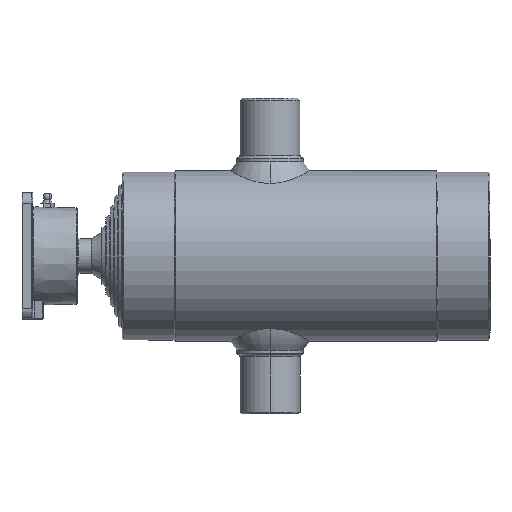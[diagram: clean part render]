
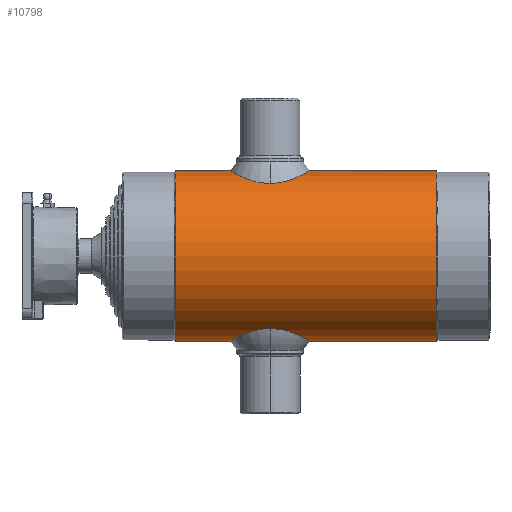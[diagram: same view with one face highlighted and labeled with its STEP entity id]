
A CAD part, left-side view. The second image highlights one B-rep face of the part: STEP entity #10798.
In plain terms, the highlighted cylindrical face has radius 64 mm (diameter 128 mm), a partial arc.
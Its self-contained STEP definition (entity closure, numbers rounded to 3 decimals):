
#42 = CARTESIAN_POINT ( 'NONE',  ( -0.391, 159., 64. ) ) ;
#422 = ORIENTED_EDGE ( 'NONE', *, *, #15055, .F. ) ;
#515 = ORIENTED_EDGE ( 'NONE', *, *, #2611, .F. ) ;
#542 = ORIENTED_EDGE ( 'NONE', *, *, #9973, .T. ) ;
#579 = FACE_OUTER_BOUND ( 'NONE', #12442, .T. ) ;
#670 = DIRECTION ( 'NONE',  ( 0., 0., -1. ) ) ;
#1208 = CARTESIAN_POINT ( 'NONE',  ( -1.552, 170.799, 63.981 ) ) ;
#1268 = CARTESIAN_POINT ( 'NONE',  ( -5.692, 166.938, 63.747 ) ) ;
#1305 = VERTEX_POINT ( 'NONE', #8728 ) ;
#1318 = CARTESIAN_POINT ( 'NONE',  ( -4.516, 161.031, 63.841 ) ) ;
#1531 = VECTOR ( 'NONE', #7042, 1000. ) ;
#1915 = CARTESIAN_POINT ( 'NONE',  ( 0., 236., -64. ) ) ;
#2069 = EDGE_CURVE ( 'NONE', #13784, #4068, #4489, .T. ) ;
#2588 = CARTESIAN_POINT ( 'NONE',  ( -2.116, 170.618, 63.965 ) ) ;
#2611 = EDGE_CURVE ( 'NONE', #4068, #16661, #8068, .T. ) ;
#2627 = CARTESIAN_POINT ( 'NONE',  ( 0., 171., 64. ) ) ;
#2637 = CARTESIAN_POINT ( 'NONE',  ( -5.962, 165.784, 63.722 ) ) ;
#2710 = CARTESIAN_POINT ( 'NONE',  ( -3.661, 160.23, 63.896 ) ) ;
#3190 = DIRECTION ( 'NONE',  ( 0., 0., -1. ) ) ;
#3815 = AXIS2_PLACEMENT_3D ( 'NONE', #4620, #14005, #5987 ) ;
#3966 = CARTESIAN_POINT ( 'NONE',  ( -3.006, 170.208, 63.93 ) ) ;
#4030 = CARTESIAN_POINT ( 'NONE',  ( -6., 164.599, 63.718 ) ) ;
#4068 = VERTEX_POINT ( 'NONE', #16044 ) ;
#4085 = CARTESIAN_POINT ( 'NONE',  ( -2.998, 159.799, 63.93 ) ) ;
#4434 = CARTESIAN_POINT ( 'NONE',  ( 0., 40., -64. ) ) ;
#4489 = LINE ( 'NONE', #9331, #14764 ) ;
#4620 = CARTESIAN_POINT ( 'NONE',  ( 0., 40., 0. ) ) ;
#5240 = AXIS2_PLACEMENT_3D ( 'NONE', #16785, #8851, #670 ) ;
#5348 = CARTESIAN_POINT ( 'NONE',  ( -3.966, 169.519, 63.878 ) ) ;
#5396 = CARTESIAN_POINT ( 'NONE',  ( -5.846, 163.634, 63.732 ) ) ;
#5462 = CARTESIAN_POINT ( 'NONE',  ( -2.298, 159.447, 63.959 ) ) ;
#5987 = DIRECTION ( 'NONE',  ( 0., 0., -1. ) ) ;
#6101 = VERTEX_POINT ( 'NONE', #2627 ) ;
#6164 = ORIENTED_EDGE ( 'NONE', *, *, #13697, .F. ) ;
#6376 = B_SPLINE_CURVE_WITH_KNOTS ( 'NONE', 3,
 ( #6639, #7709, #17268, #9340, #1208, #10686, #2588, #12024, #3966, #13370, #5348, #14706, #6697, #16017, #8062, #17325, #9388, #1268, #10750, #2637, #12076, #4030, #13431, #5396, #14766, #6760, #16068, #8118, #17388, #9449, #1318, #10806, #2710, #12133, #4085, #13486, #5462, #14812, #6817, #16123, #8171, #42, #9503 ),
 .UNSPECIFIED., .F., .F.,
 ( 4, 2, 2, 2, 2, 2, 2, 2, 2, 2, 2, 2, 2, 2, 2, 2, 2, 2, 1, 2, 2, 4 ),
 ( 0.028, 0.029, 0.03, 0.031, 0.032, 0.033, 0.034, 0.035, 0.035, 0.036, 0.038, 0.039, 0.039, 0.04, 0.041, 0.042, 0.043, 0.044, 0.045, 0.045, 0.046, 0.047 ),
 .UNSPECIFIED. ) ;
#6513 = LINE ( 'NONE', #13266, #13222 ) ;
#6639 = CARTESIAN_POINT ( 'NONE',  ( 0., 171., 64. ) ) ;
#6697 = CARTESIAN_POINT ( 'NONE',  ( -4.768, 168.664, 63.823 ) ) ;
#6760 = CARTESIAN_POINT ( 'NONE',  ( -5.683, 163.067, 63.747 ) ) ;
#6817 = CARTESIAN_POINT ( 'NONE',  ( -1.554, 159.202, 63.981 ) ) ;
#7006 = CYLINDRICAL_SURFACE ( 'NONE', #8894, 64. ) ;
#7042 = DIRECTION ( 'NONE',  ( 0., -1., 0. ) ) ;
#7707 = ORIENTED_EDGE ( 'NONE', *, *, #9321, .T. ) ;
#7709 = CARTESIAN_POINT ( 'NONE',  ( -0.396, 171., 64. ) ) ;
#8062 = CARTESIAN_POINT ( 'NONE',  ( -5.199, 168.002, 63.789 ) ) ;
#8068 = CIRCLE ( 'NONE', #3815, 64. ) ;
#8109 = DIRECTION ( 'NONE',  ( 0., -1., 0. ) ) ;
#8118 = CARTESIAN_POINT ( 'NONE',  ( -5.39, 162.335, 63.773 ) ) ;
#8171 = CARTESIAN_POINT ( 'NONE',  ( -0.781, 159.038, 63.996 ) ) ;
#8728 = CARTESIAN_POINT ( 'NONE',  ( 0., 236., 64. ) ) ;
#8851 = DIRECTION ( 'NONE',  ( 0., -1., 0. ) ) ;
#8894 = AXIS2_PLACEMENT_3D ( 'NONE', #11279, #13911, #3190 ) ;
#9321 = EDGE_CURVE ( 'NONE', #9413, #16661, #12312, .T. ) ;
#9331 = CARTESIAN_POINT ( 'NONE',  ( 0., -30.734, 64. ) ) ;
#9338 = CARTESIAN_POINT ( 'NONE',  ( 0., 159., 64. ) ) ;
#9340 = CARTESIAN_POINT ( 'NONE',  ( -1.362, 170.847, 63.986 ) ) ;
#9388 = CARTESIAN_POINT ( 'NONE',  ( -5.467, 167.479, 63.766 ) ) ;
#9413 = VERTEX_POINT ( 'NONE', #1915 ) ;
#9449 = CARTESIAN_POINT ( 'NONE',  ( -4.77, 161.339, 63.822 ) ) ;
#9503 = CARTESIAN_POINT ( 'NONE',  ( 0., 159., 64. ) ) ;
#9973 = EDGE_CURVE ( 'NONE', #1305, #9413, #14986, .T. ) ;
#10686 = CARTESIAN_POINT ( 'NONE',  ( -1.929, 170.685, 63.971 ) ) ;
#10750 = CARTESIAN_POINT ( 'NONE',  ( -5.807, 166.56, 63.736 ) ) ;
#10798 = ADVANCED_FACE ( 'NONE', ( #579 ), #7006, .T. ) ;
#10806 = CARTESIAN_POINT ( 'NONE',  ( -3.963, 160.478, 63.878 ) ) ;
#11279 = CARTESIAN_POINT ( 'NONE',  ( 0., -30.734, 0. ) ) ;
#12024 = CARTESIAN_POINT ( 'NONE',  ( -2.661, 170.392, 63.946 ) ) ;
#12076 = CARTESIAN_POINT ( 'NONE',  ( -6., 165.392, 63.718 ) ) ;
#12133 = CARTESIAN_POINT ( 'NONE',  ( -3.169, 159.901, 63.922 ) ) ;
#12312 = LINE ( 'NONE', #15027, #1531 ) ;
#12442 = EDGE_LOOP ( 'NONE', ( #6164, #542, #7707, #515, #15944, #422 ) ) ;
#13222 = VECTOR ( 'NONE', #14582, 1000. ) ;
#13266 = CARTESIAN_POINT ( 'NONE',  ( 0., -30.734, 64. ) ) ;
#13370 = CARTESIAN_POINT ( 'NONE',  ( -3.658, 169.772, 63.896 ) ) ;
#13431 = CARTESIAN_POINT ( 'NONE',  ( -5.96, 164.209, 63.722 ) ) ;
#13486 = CARTESIAN_POINT ( 'NONE',  ( -2.652, 159.614, 63.945 ) ) ;
#13697 = EDGE_CURVE ( 'NONE', #1305, #6101, #6513, .T. ) ;
#13784 = VERTEX_POINT ( 'NONE', #9338 ) ;
#13911 = DIRECTION ( 'NONE',  ( 0., -1., 0. ) ) ;
#14005 = DIRECTION ( 'NONE',  ( 0., -1., 0. ) ) ;
#14582 = DIRECTION ( 'NONE',  ( 0., -1., 0. ) ) ;
#14706 = CARTESIAN_POINT ( 'NONE',  ( -4.519, 168.966, 63.841 ) ) ;
#14764 = VECTOR ( 'NONE', #8109, 1000. ) ;
#14766 = CARTESIAN_POINT ( 'NONE',  ( -5.798, 163.444, 63.737 ) ) ;
#14812 = CARTESIAN_POINT ( 'NONE',  ( -1.93, 159.316, 63.971 ) ) ;
#14986 = CIRCLE ( 'NONE', #5240, 64. ) ;
#15027 = CARTESIAN_POINT ( 'NONE',  ( 0., -30.734, -64. ) ) ;
#15055 = EDGE_CURVE ( 'NONE', #6101, #13784, #6376, .T. ) ;
#15944 = ORIENTED_EDGE ( 'NONE', *, *, #2069, .F. ) ;
#16017 = CARTESIAN_POINT ( 'NONE',  ( -5.097, 168.172, 63.797 ) ) ;
#16044 = CARTESIAN_POINT ( 'NONE',  ( 0., 40., 64. ) ) ;
#16068 = CARTESIAN_POINT ( 'NONE',  ( -5.616, 162.88, 63.753 ) ) ;
#16123 = CARTESIAN_POINT ( 'NONE',  ( -1.362, 159.153, 63.986 ) ) ;
#16661 = VERTEX_POINT ( 'NONE', #4434 ) ;
#16785 = CARTESIAN_POINT ( 'NONE',  ( 0., 236., 0. ) ) ;
#17268 = CARTESIAN_POINT ( 'NONE',  ( -0.787, 170.961, 63.996 ) ) ;
#17325 = CARTESIAN_POINT ( 'NONE',  ( -5.384, 167.656, 63.773 ) ) ;
#17388 = CARTESIAN_POINT ( 'NONE',  ( -5.205, 161.991, 63.788 ) ) ;
